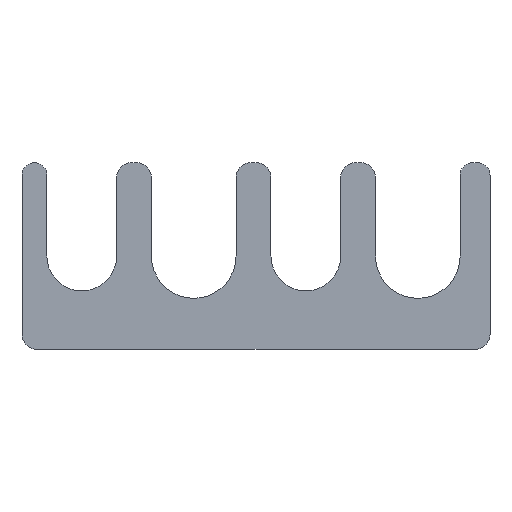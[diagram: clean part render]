
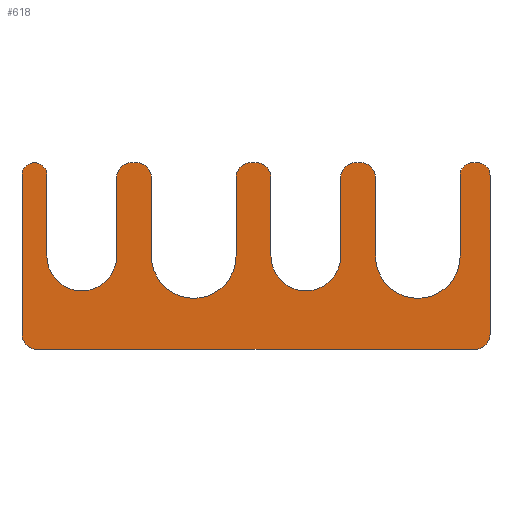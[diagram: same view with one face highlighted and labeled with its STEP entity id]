
A CAD part, top view. The second image highlights one B-rep face of the part: STEP entity #618.
In plain terms, the highlighted planar face has unit normal (0, 0, 1).
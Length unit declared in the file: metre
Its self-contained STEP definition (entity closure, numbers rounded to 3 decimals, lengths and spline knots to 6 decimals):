
#13=CIRCLE('',#636,0.001524);
#15=CIRCLE('',#640,0.004318);
#17=CIRCLE('',#644,0.001524);
#19=CIRCLE('',#648,0.001524);
#21=CIRCLE('',#652,0.003556);
#23=CIRCLE('',#656,0.00127);
#25=CIRCLE('',#660,0.001524);
#27=CIRCLE('',#664,0.001524);
#29=CIRCLE('',#668,0.00127);
#31=CIRCLE('',#672,0.00127);
#33=CIRCLE('',#676,0.004318);
#35=CIRCLE('',#680,0.001524);
#37=CIRCLE('',#684,0.001524);
#39=CIRCLE('',#688,0.003556);
#41=CIRCLE('',#692,0.001524);
#177=ORIENTED_EDGE('',*,*,#239,.T.);
#178=ORIENTED_EDGE('',*,*,#243,.T.);
#179=ORIENTED_EDGE('',*,*,#246,.F.);
#180=ORIENTED_EDGE('',*,*,#249,.F.);
#181=ORIENTED_EDGE('',*,*,#252,.T.);
#182=ORIENTED_EDGE('',*,*,#255,.T.);
#183=ORIENTED_EDGE('',*,*,#258,.T.);
#184=ORIENTED_EDGE('',*,*,#261,.T.);
#185=ORIENTED_EDGE('',*,*,#264,.F.);
#186=ORIENTED_EDGE('',*,*,#267,.F.);
#187=ORIENTED_EDGE('',*,*,#270,.T.);
#188=ORIENTED_EDGE('',*,*,#273,.T.);
#189=ORIENTED_EDGE('',*,*,#276,.F.);
#190=ORIENTED_EDGE('',*,*,#279,.T.);
#191=ORIENTED_EDGE('',*,*,#282,.F.);
#192=ORIENTED_EDGE('',*,*,#285,.T.);
#193=ORIENTED_EDGE('',*,*,#288,.T.);
#194=ORIENTED_EDGE('',*,*,#291,.T.);
#195=ORIENTED_EDGE('',*,*,#294,.T.);
#196=ORIENTED_EDGE('',*,*,#297,.T.);
#197=ORIENTED_EDGE('',*,*,#300,.F.);
#198=ORIENTED_EDGE('',*,*,#303,.F.);
#199=ORIENTED_EDGE('',*,*,#306,.T.);
#200=ORIENTED_EDGE('',*,*,#309,.T.);
#201=ORIENTED_EDGE('',*,*,#312,.T.);
#202=ORIENTED_EDGE('',*,*,#315,.T.);
#203=ORIENTED_EDGE('',*,*,#318,.F.);
#204=ORIENTED_EDGE('',*,*,#321,.F.);
#205=ORIENTED_EDGE('',*,*,#324,.T.);
#206=ORIENTED_EDGE('',*,*,#326,.T.);
#239=EDGE_CURVE('',#330,#329,#389,.T.);
#243=EDGE_CURVE('',#329,#332,#13,.T.);
#246=EDGE_CURVE('',#334,#332,#394,.T.);
#249=EDGE_CURVE('',#336,#334,#15,.T.);
#252=EDGE_CURVE('',#336,#338,#398,.T.);
#255=EDGE_CURVE('',#338,#340,#17,.T.);
#258=EDGE_CURVE('',#340,#342,#402,.T.);
#261=EDGE_CURVE('',#342,#344,#19,.T.);
#264=EDGE_CURVE('',#346,#344,#406,.T.);
#267=EDGE_CURVE('',#348,#346,#21,.T.);
#270=EDGE_CURVE('',#348,#350,#410,.T.);
#273=EDGE_CURVE('',#350,#352,#23,.T.);
#276=EDGE_CURVE('',#354,#352,#414,.T.);
#279=EDGE_CURVE('',#354,#356,#25,.T.);
#282=EDGE_CURVE('',#358,#356,#418,.T.);
#285=EDGE_CURVE('',#358,#360,#27,.T.);
#288=EDGE_CURVE('',#360,#362,#422,.T.);
#291=EDGE_CURVE('',#362,#364,#29,.T.);
#294=EDGE_CURVE('',#364,#366,#426,.T.);
#297=EDGE_CURVE('',#366,#368,#31,.T.);
#300=EDGE_CURVE('',#370,#368,#430,.T.);
#303=EDGE_CURVE('',#372,#370,#33,.T.);
#306=EDGE_CURVE('',#372,#374,#434,.T.);
#309=EDGE_CURVE('',#374,#376,#35,.T.);
#312=EDGE_CURVE('',#376,#378,#438,.T.);
#315=EDGE_CURVE('',#378,#380,#37,.T.);
#318=EDGE_CURVE('',#382,#380,#442,.T.);
#321=EDGE_CURVE('',#384,#382,#39,.T.);
#324=EDGE_CURVE('',#384,#386,#446,.T.);
#326=EDGE_CURVE('',#386,#330,#41,.T.);
#329=VERTEX_POINT('',#887);
#330=VERTEX_POINT('',#889);
#332=VERTEX_POINT('',#895);
#334=VERTEX_POINT('',#901);
#336=VERTEX_POINT('',#907);
#338=VERTEX_POINT('',#913);
#340=VERTEX_POINT('',#919);
#342=VERTEX_POINT('',#925);
#344=VERTEX_POINT('',#931);
#346=VERTEX_POINT('',#937);
#348=VERTEX_POINT('',#943);
#350=VERTEX_POINT('',#949);
#352=VERTEX_POINT('',#955);
#354=VERTEX_POINT('',#961);
#356=VERTEX_POINT('',#967);
#358=VERTEX_POINT('',#973);
#360=VERTEX_POINT('',#979);
#362=VERTEX_POINT('',#985);
#364=VERTEX_POINT('',#991);
#366=VERTEX_POINT('',#997);
#368=VERTEX_POINT('',#1003);
#370=VERTEX_POINT('',#1009);
#372=VERTEX_POINT('',#1015);
#374=VERTEX_POINT('',#1021);
#376=VERTEX_POINT('',#1027);
#378=VERTEX_POINT('',#1033);
#380=VERTEX_POINT('',#1039);
#382=VERTEX_POINT('',#1045);
#384=VERTEX_POINT('',#1051);
#386=VERTEX_POINT('',#1057);
#389=LINE('',#888,#449);
#394=LINE('',#902,#454);
#398=LINE('',#914,#458);
#402=LINE('',#926,#462);
#406=LINE('',#938,#466);
#410=LINE('',#950,#470);
#414=LINE('',#962,#474);
#418=LINE('',#974,#478);
#422=LINE('',#986,#482);
#426=LINE('',#998,#486);
#430=LINE('',#1010,#490);
#434=LINE('',#1022,#494);
#438=LINE('',#1034,#498);
#442=LINE('',#1046,#502);
#446=LINE('',#1058,#506);
#449=VECTOR('',#701,1.);
#454=VECTOR('',#714,1.);
#458=VECTOR('',#726,1.);
#462=VECTOR('',#738,1.);
#466=VECTOR('',#750,1.);
#470=VECTOR('',#762,1.);
#474=VECTOR('',#774,1.);
#478=VECTOR('',#786,1.);
#482=VECTOR('',#798,1.);
#486=VECTOR('',#810,1.);
#490=VECTOR('',#822,1.);
#494=VECTOR('',#834,1.);
#498=VECTOR('',#846,1.);
#502=VECTOR('',#858,1.);
#506=VECTOR('',#870,1.);
#537=EDGE_LOOP('',(#177,#178,#179,#180,#181,#182,#183,#184,#185,#186,#187,
#188,#189,#190,#191,#192,#193,#194,#195,#196,#197,#198,#199,#200,#201,#202,
#203,#204,#205,#206));
#569=FACE_BOUND('',#537,.T.);
#586=PLANE('',#693);
#618=ADVANCED_FACE('',(#569),#586,.T.);
#636=AXIS2_PLACEMENT_3D('',#896,#708,#709);
#640=AXIS2_PLACEMENT_3D('',#908,#720,#721);
#644=AXIS2_PLACEMENT_3D('',#920,#732,#733);
#648=AXIS2_PLACEMENT_3D('',#932,#744,#745);
#652=AXIS2_PLACEMENT_3D('',#944,#756,#757);
#656=AXIS2_PLACEMENT_3D('',#956,#768,#769);
#660=AXIS2_PLACEMENT_3D('',#968,#780,#781);
#664=AXIS2_PLACEMENT_3D('',#980,#792,#793);
#668=AXIS2_PLACEMENT_3D('',#992,#804,#805);
#672=AXIS2_PLACEMENT_3D('',#1004,#816,#817);
#676=AXIS2_PLACEMENT_3D('',#1016,#828,#829);
#680=AXIS2_PLACEMENT_3D('',#1028,#840,#841);
#684=AXIS2_PLACEMENT_3D('',#1040,#852,#853);
#688=AXIS2_PLACEMENT_3D('',#1052,#864,#865);
#692=AXIS2_PLACEMENT_3D('',#1061,#875,#876);
#693=AXIS2_PLACEMENT_3D('',#1062,#877,#878);
#701=DIRECTION('',(-1.,0.,0.));
#708=DIRECTION('',(0.,0.,1.));
#709=DIRECTION('',(1.,0.,0.));
#714=DIRECTION('',(0.,1.,0.));
#720=DIRECTION('',(0.,0.,1.));
#721=DIRECTION('',(1.,0.,0.));
#726=DIRECTION('',(0.,1.,0.));
#732=DIRECTION('',(0.,0.,1.));
#733=DIRECTION('',(1.,0.,0.));
#738=DIRECTION('',(-1.,0.,0.));
#744=DIRECTION('',(0.,0.,1.));
#745=DIRECTION('',(1.,0.,0.));
#750=DIRECTION('',(0.,1.,0.));
#756=DIRECTION('',(0.,0.,1.));
#757=DIRECTION('',(1.,0.,0.));
#762=DIRECTION('',(0.,1.,0.));
#768=DIRECTION('',(0.,0.,1.));
#769=DIRECTION('',(1.,0.,0.));
#774=DIRECTION('',(0.,1.,0.));
#780=DIRECTION('',(0.,0.,1.));
#781=DIRECTION('',(1.,0.,0.));
#786=DIRECTION('',(-1.,0.,0.));
#792=DIRECTION('',(0.,0.,1.));
#793=DIRECTION('',(1.,0.,0.));
#798=DIRECTION('',(0.,1.,0.));
#804=DIRECTION('',(0.,0.,1.));
#805=DIRECTION('',(1.,0.,0.));
#810=DIRECTION('',(-1.,0.,0.));
#816=DIRECTION('',(0.,0.,1.));
#817=DIRECTION('',(1.,0.,0.));
#822=DIRECTION('',(0.,1.,0.));
#828=DIRECTION('',(0.,0.,1.));
#829=DIRECTION('',(1.,0.,0.));
#834=DIRECTION('',(0.,1.,0.));
#840=DIRECTION('',(0.,0.,1.));
#841=DIRECTION('',(1.,0.,0.));
#846=DIRECTION('',(-1.,0.,0.));
#852=DIRECTION('',(0.,0.,1.));
#853=DIRECTION('',(1.,0.,0.));
#858=DIRECTION('',(0.,1.,0.));
#864=DIRECTION('',(0.,0.,1.));
#865=DIRECTION('',(1.,0.,0.));
#870=DIRECTION('',(0.,1.,0.));
#875=DIRECTION('',(0.,0.,1.));
#876=DIRECTION('',(1.,0.,0.));
#877=DIRECTION('',(0.,0.,1.));
#878=DIRECTION('',(1.,0.,0.));
#887=CARTESIAN_POINT('',(-0.000508,0.009525,0.000381));
#888=CARTESIAN_POINT('',(-0.000254,0.009525,0.000381));
#889=CARTESIAN_POINT('',(0.,0.009525,0.000381));
#895=CARTESIAN_POINT('',(-0.002032,0.008001,0.000381));
#896=CARTESIAN_POINT('',(-0.000508,0.008001,0.000381));
#901=CARTESIAN_POINT('',(-0.002032,0.,0.000381));
#902=CARTESIAN_POINT('',(-0.002032,0.004001,0.000381));
#907=CARTESIAN_POINT('',(-0.010668,0.,0.000381));
#908=CARTESIAN_POINT('',(-0.00635,0.,0.000381));
#913=CARTESIAN_POINT('',(-0.010668,0.008001,0.000381));
#914=CARTESIAN_POINT('',(-0.010668,0.004001,0.000381));
#919=CARTESIAN_POINT('',(-0.012192,0.009525,0.000381));
#920=CARTESIAN_POINT('',(-0.012192,0.008001,0.000381));
#925=CARTESIAN_POINT('',(-0.0127,0.009525,0.000381));
#926=CARTESIAN_POINT('',(-0.012446,0.009525,0.000381));
#931=CARTESIAN_POINT('',(-0.014224,0.008001,0.000381));
#932=CARTESIAN_POINT('',(-0.0127,0.008001,0.000381));
#937=CARTESIAN_POINT('',(-0.014224,0.,0.000381));
#938=CARTESIAN_POINT('',(-0.014224,0.004001,0.000381));
#943=CARTESIAN_POINT('',(-0.021336,0.,0.000381));
#944=CARTESIAN_POINT('',(-0.01778,0.,0.000381));
#949=CARTESIAN_POINT('',(-0.021336,0.008255,0.000381));
#950=CARTESIAN_POINT('',(-0.021336,0.004128,0.000381));
#955=CARTESIAN_POINT('',(-0.023876,0.008255,0.000381));
#956=CARTESIAN_POINT('',(-0.022606,0.008255,0.000381));
#961=CARTESIAN_POINT('',(-0.023876,-0.008001,0.000381));
#962=CARTESIAN_POINT('',(-0.023876,0.000127,0.000381));
#967=CARTESIAN_POINT('',(-0.022352,-0.009525,0.000381));
#968=CARTESIAN_POINT('',(-0.022352,-0.008001,0.000381));
#973=CARTESIAN_POINT('',(0.022352,-0.009525,0.000381));
#974=CARTESIAN_POINT('',(0.,-0.009525,0.000381));
#979=CARTESIAN_POINT('',(0.023876,-0.008001,0.000381));
#980=CARTESIAN_POINT('',(0.022352,-0.008001,0.000381));
#985=CARTESIAN_POINT('',(0.023876,0.008255,0.000381));
#986=CARTESIAN_POINT('',(0.023876,0.000127,0.000381));
#991=CARTESIAN_POINT('',(0.022606,0.009525,0.000381));
#992=CARTESIAN_POINT('',(0.022606,0.008255,0.000381));
#997=CARTESIAN_POINT('',(0.022098,0.009525,0.000381));
#998=CARTESIAN_POINT('',(0.022352,0.009525,0.000381));
#1003=CARTESIAN_POINT('',(0.020828,0.008255,0.000381));
#1004=CARTESIAN_POINT('',(0.022098,0.008255,0.000381));
#1009=CARTESIAN_POINT('',(0.020828,0.,0.000381));
#1010=CARTESIAN_POINT('',(0.020828,0.004128,0.000381));
#1015=CARTESIAN_POINT('',(0.012192,0.,0.000381));
#1016=CARTESIAN_POINT('',(0.01651,0.,0.000381));
#1021=CARTESIAN_POINT('',(0.012192,0.008001,0.000381));
#1022=CARTESIAN_POINT('',(0.012192,0.004001,0.000381));
#1027=CARTESIAN_POINT('',(0.010668,0.009525,0.000381));
#1028=CARTESIAN_POINT('',(0.010668,0.008001,0.000381));
#1033=CARTESIAN_POINT('',(0.01016,0.009525,0.000381));
#1034=CARTESIAN_POINT('',(0.010414,0.009525,0.000381));
#1039=CARTESIAN_POINT('',(0.008636,0.008001,0.000381));
#1040=CARTESIAN_POINT('',(0.01016,0.008001,0.000381));
#1045=CARTESIAN_POINT('',(0.008636,0.,0.000381));
#1046=CARTESIAN_POINT('',(0.008636,0.004001,0.000381));
#1051=CARTESIAN_POINT('',(0.001524,0.,0.000381));
#1052=CARTESIAN_POINT('',(0.00508,0.,0.000381));
#1057=CARTESIAN_POINT('',(0.001524,0.008001,0.000381));
#1058=CARTESIAN_POINT('',(0.001524,0.004001,0.000381));
#1061=CARTESIAN_POINT('',(0.,0.008001,0.000381));
#1062=CARTESIAN_POINT('',(0.,0.,0.000381));
